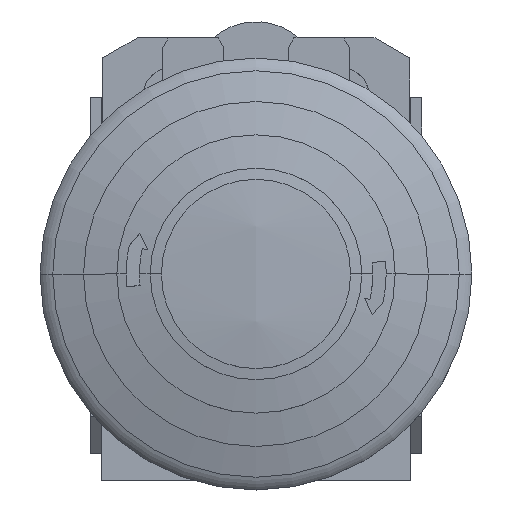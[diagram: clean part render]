
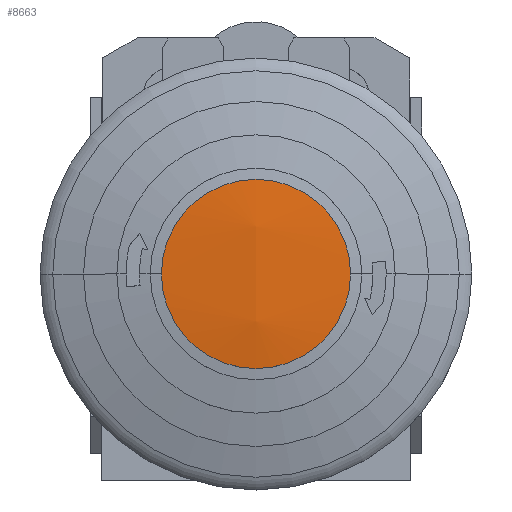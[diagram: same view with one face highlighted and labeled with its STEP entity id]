
A CAD part, top view. The second image highlights one B-rep face of the part: STEP entity #8663.
In plain terms, the highlighted spherical face has radius 60 mm.
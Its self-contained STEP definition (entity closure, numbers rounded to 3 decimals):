
#3202=CARTESIAN_POINT('',(14.89,18.5,81.175));
#3203=DIRECTION('',(0.,0.,-1.));
#3204=DIRECTION('',(-1.,0.,0.));
#3205=AXIS2_PLACEMENT_3D('',#3202,#3203,#3204);
#3207=CARTESIAN_POINT('',(14.89,18.5,81.175));
#3208=DIRECTION('',(0.,0.,-1.));
#3209=DIRECTION('',(1.,0.,0.));
#3210=AXIS2_PLACEMENT_3D('',#3207,#3208,#3209);
#4273=CARTESIAN_POINT('',(6.39,18.5,81.175));
#4274=CARTESIAN_POINT('',(23.39,18.5,81.175));
#4275=VERTEX_POINT('',#4273);
#4276=VERTEX_POINT('',#4274);
#8653=CARTESIAN_POINT('',(14.89,18.5,21.78));
#8654=DIRECTION('',(1.,0.,0.));
#8655=DIRECTION('',(0.,1.,0.));
#8656=AXIS2_PLACEMENT_3D('',#8653,#8654,#8655);
#8657=SPHERICAL_SURFACE('',#8656,60.);
#8658=ORIENTED_EDGE('',*,*,#8643,.T.);
#8660=ORIENTED_EDGE('',*,*,#8659,.T.);
#8661=EDGE_LOOP('',(#8658,#8660));
#8662=FACE_OUTER_BOUND('',#8661,.F.);
#3206=CIRCLE('',#3205,8.5);
#3211=CIRCLE('',#3210,8.5);
#8643=EDGE_CURVE('',#4275,#4276,#3206,.T.);
#8659=EDGE_CURVE('',#4276,#4275,#3211,.T.);
#8663=ADVANCED_FACE('',(#8662),#8657,.T.);
